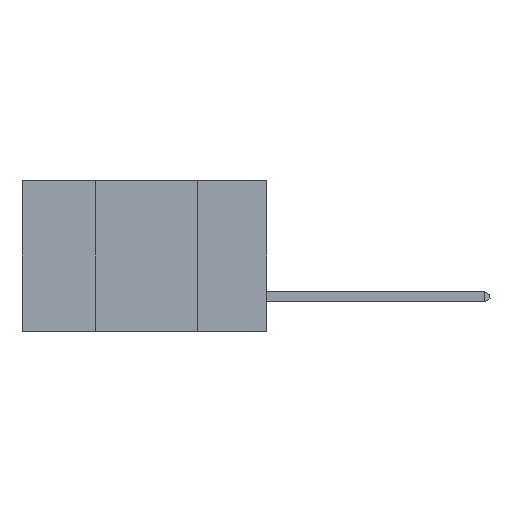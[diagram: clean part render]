
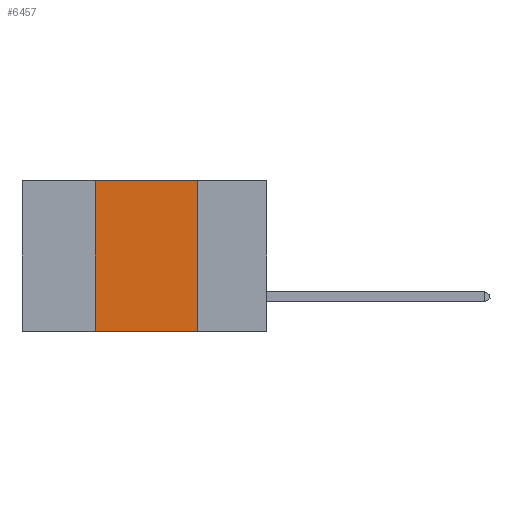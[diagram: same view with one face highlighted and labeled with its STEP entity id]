
A CAD part, left-side view. The second image highlights one B-rep face of the part: STEP entity #6457.
In plain terms, the highlighted planar face has unit normal (-1, 0, 0).
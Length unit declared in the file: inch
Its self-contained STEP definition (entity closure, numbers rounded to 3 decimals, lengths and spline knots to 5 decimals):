
#25 = CARTESIAN_POINT ( 'NONE',  ( 0., 0.6, 0. ) ) ;
#189 = EDGE_CURVE ( 'NONE', #4236, #2083, #16549, .T. ) ;
#1300 = VERTEX_POINT ( 'NONE', #5919 ) ;
#2083 = VERTEX_POINT ( 'NONE', #6207 ) ;
#2113 = AXIS2_PLACEMENT_3D ( 'NONE', #25, #4002, #3789 ) ;
#2597 = LINE ( 'NONE', #14202, #13138 ) ;
#3436 = CARTESIAN_POINT ( 'NONE',  ( 0., 0.6, 0. ) ) ;
#3789 = DIRECTION ( 'NONE',  ( 0., 0., -1. ) ) ;
#4002 = DIRECTION ( 'NONE',  ( 1., 0., 0. ) ) ;
#4042 = PLANE ( 'NONE',  #2113 ) ;
#4236 = VERTEX_POINT ( 'NONE', #7280 ) ;
#4917 = CARTESIAN_POINT ( 'NONE',  ( 0., 0.42, 0. ) ) ;
#5023 = FACE_OUTER_BOUND ( 'NONE', #12972, .T. ) ;
#5919 = CARTESIAN_POINT ( 'NONE',  ( 0., 0.17, 0. ) ) ;
#6103 = ORIENTED_EDGE ( 'NONE', *, *, #9509, .F. ) ;
#6207 = CARTESIAN_POINT ( 'NONE',  ( 0., 0.42, 0. ) ) ;
#6457 = ADVANCED_FACE ( 'NONE', ( #5023 ), #4042, .F. ) ;
#6558 = ORIENTED_EDGE ( 'NONE', *, *, #189, .F. ) ;
#7171 = DIRECTION ( 'NONE',  ( 0., 0., -1. ) ) ;
#7280 = CARTESIAN_POINT ( 'NONE',  ( 0., 0.42, -0.37 ) ) ;
#8052 = CARTESIAN_POINT ( 'NONE',  ( 0., 0.17, -0.37 ) ) ;
#9509 = EDGE_CURVE ( 'NONE', #1300, #13594, #14156, .T. ) ;
#9867 = ORIENTED_EDGE ( 'NONE', *, *, #10203, .F. ) ;
#10203 = EDGE_CURVE ( 'NONE', #2083, #1300, #11026, .T. ) ;
#10298 = ORIENTED_EDGE ( 'NONE', *, *, #12784, .T. ) ;
#10487 = DIRECTION ( 'NONE',  ( 0., -1., 0. ) ) ;
#11026 = LINE ( 'NONE', #3436, #16834 ) ;
#11547 = VECTOR ( 'NONE', #14301, 39.37008 ) ;
#11813 = DIRECTION ( 'NONE',  ( 0., -1., 0. ) ) ;
#12784 = EDGE_CURVE ( 'NONE', #4236, #13594, #2597, .T. ) ;
#12972 = EDGE_LOOP ( 'NONE', ( #6103, #9867, #6558, #10298 ) ) ;
#13138 = VECTOR ( 'NONE', #10487, 39.37008 ) ;
#13594 = VERTEX_POINT ( 'NONE', #8052 ) ;
#13742 = CARTESIAN_POINT ( 'NONE',  ( 0., 0.17, 0. ) ) ;
#13762 = VECTOR ( 'NONE', #7171, 39.37008 ) ;
#14156 = LINE ( 'NONE', #13742, #13762 ) ;
#14202 = CARTESIAN_POINT ( 'NONE',  ( 0., 0.6, -0.37 ) ) ;
#14301 = DIRECTION ( 'NONE',  ( 0., 0., 1. ) ) ;
#16549 = LINE ( 'NONE', #4917, #11547 ) ;
#16834 = VECTOR ( 'NONE', #11813, 39.37008 ) ;
